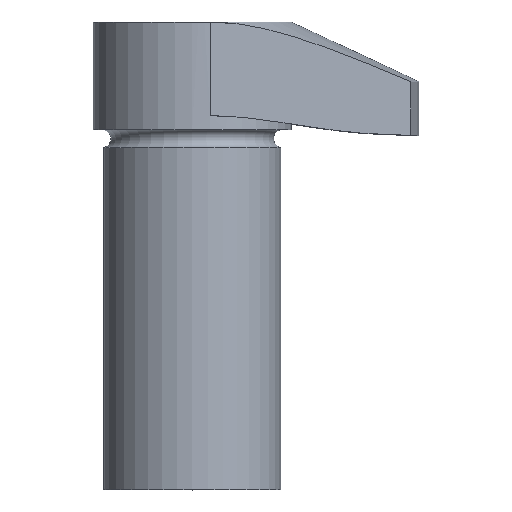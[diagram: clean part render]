
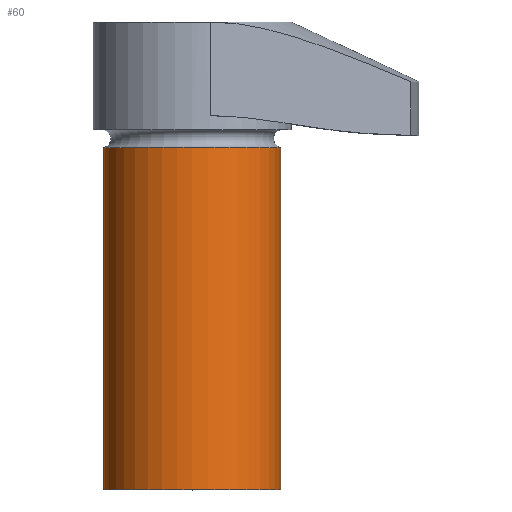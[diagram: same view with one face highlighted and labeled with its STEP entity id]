
A CAD part, top view. The second image highlights one B-rep face of the part: STEP entity #60.
In plain terms, the highlighted cylindrical face has radius 12.5 mm (diameter 25 mm), a full revolution.
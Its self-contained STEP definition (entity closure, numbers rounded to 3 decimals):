
#60 = ADVANCED_FACE( '', ( #130, #131 ), #132, .T. );
#130 = FACE_OUTER_BOUND( '', #230, .T. );
#131 = FACE_OUTER_BOUND( '', #231, .T. );
#132 = CYLINDRICAL_SURFACE( '', #232, 12.5 );
#230 = EDGE_LOOP( '', ( #327 ) );
#231 = EDGE_LOOP( '', ( #328 ) );
#232 = AXIS2_PLACEMENT_3D( '', #329, #330, #331 );
#327 = ORIENTED_EDGE( '', *, *, #434, .T. );
#328 = ORIENTED_EDGE( '', *, *, #450, .F. );
#329 = CARTESIAN_POINT( '', ( 0., 16., 0. ) );
#330 = DIRECTION( '', ( 0., -1., 0. ) );
#331 = DIRECTION( '', ( 0., 0., 1. ) );
#434 = EDGE_CURVE( '', #499, #499, #500, .T. );
#450 = EDGE_CURVE( '', #524, #524, #525, .T. );
#499 = VERTEX_POINT( '', #586 );
#500 = CIRCLE( '', #587, 12.5 );
#524 = VERTEX_POINT( '', #653 );
#525 = CIRCLE( '', #654, 12.5 );
#586 = CARTESIAN_POINT( '', ( 0., -50., 12.5 ) );
#587 = AXIS2_PLACEMENT_3D( '', #736, #737, #738 );
#653 = CARTESIAN_POINT( '', ( 0., -1.7, 12.5 ) );
#654 = AXIS2_PLACEMENT_3D( '', #754, #755, #756 );
#736 = CARTESIAN_POINT( '', ( 0., -50., 0. ) );
#737 = DIRECTION( '', ( 0., 1., 0. ) );
#738 = DIRECTION( '', ( 0., 0., 1. ) );
#754 = CARTESIAN_POINT( '', ( 0., -1.7, 0. ) );
#755 = DIRECTION( '', ( 0., 1., 0. ) );
#756 = DIRECTION( '', ( 0., 0., 1. ) );
